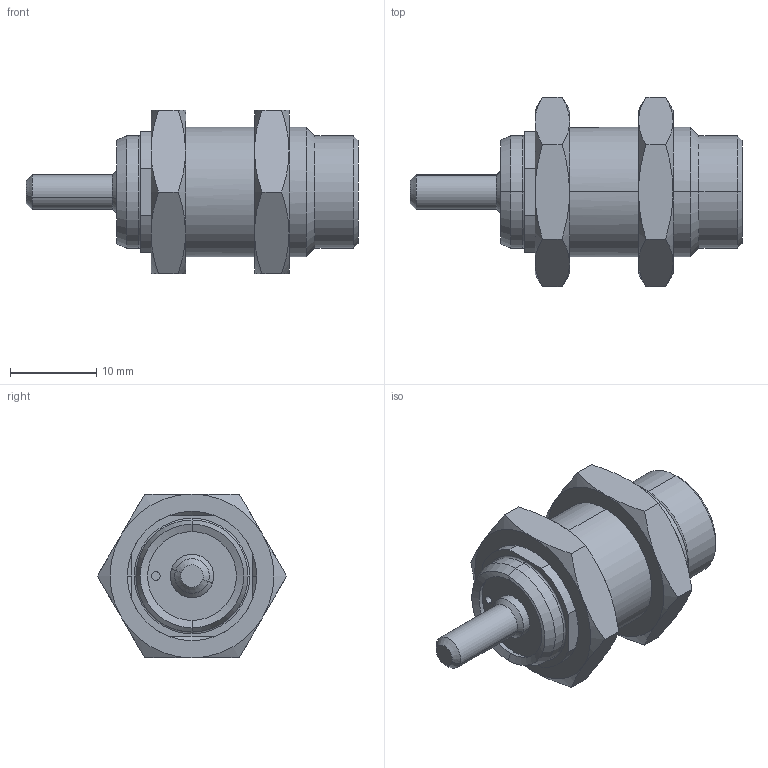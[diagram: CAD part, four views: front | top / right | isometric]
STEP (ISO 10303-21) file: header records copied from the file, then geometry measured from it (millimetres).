
FILE_DESCRIPTION(/* description */ ('VariCAD 2016-1.06 AP-214'),/* implementation_level */ '2;1');
FILE_NAME(/* name */ 'ha_10-10.stp',/* time_stamp */ '2016-06-16T10:55:08+02:00',/* author */ (''),/* organization */ (''),/* preprocessor_version */ 'ST-DEVELOPER v14',/* originating_system */ 'VariCAD 2016-1.06; kernel version (20130303)',/* authorisation */ '');
FILE_SCHEMA (('AUTOMOTIVE_DESIGN'));
Length unit declared in the file: millimetre
Products named in the file (6): ha_10-10
Assembly tree (5 placements, depth 2):
  ha_10-10
    (unnamed)
    (unnamed)
    (unnamed)
    (unnamed)
    (unnamed)
Bounding box: 38.5 x 21.94 x 19 mm (x, y, z)
Surface area: 3181.4 mm2 (no closed solid volume)
Topology: 0 solids, 5 shells, 86 faces, 206 edges, 124 vertices
Faces by surface type: cone 46, plane 24, cylinder 14, torus 2
Entity records: 2790 total; most frequent: CARTESIAN_POINT 629, DIRECTION 456, ORIENTED_EDGE 382, EDGE_CURVE 206, AXIS2_PLACEMENT_3D 196, VERTEX_POINT 129, EDGE_LOOP 94, CIRCLE 94
